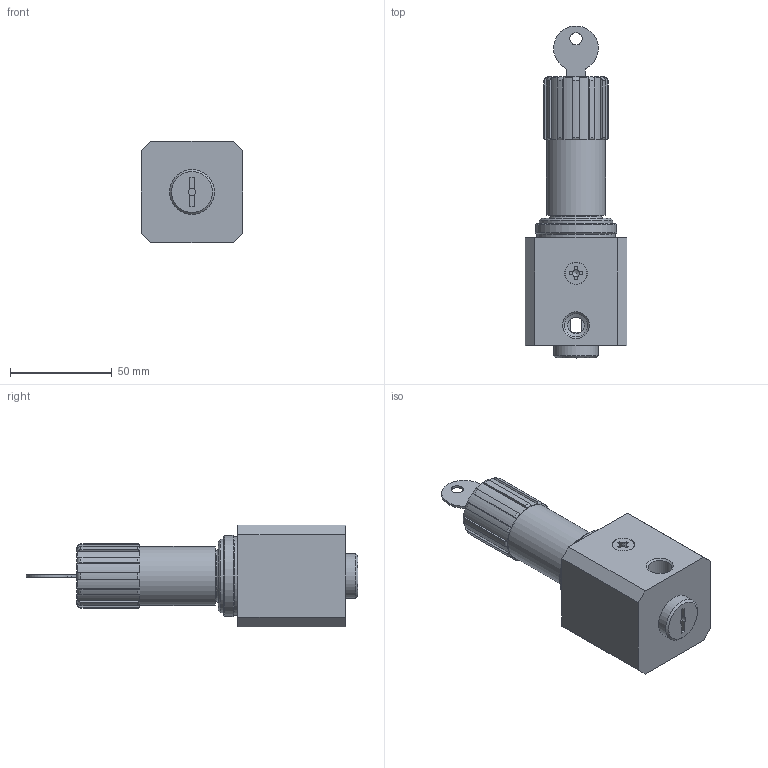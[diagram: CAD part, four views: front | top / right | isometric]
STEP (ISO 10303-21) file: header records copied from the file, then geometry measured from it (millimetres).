
FILE_DESCRIPTION(/* description */ ('STEP AP214'),/* implementation_level */ '2;1');
FILE_NAME(/* name */ '194690_LRPS-1_4-07',/* time_stamp */ '2024-09-04T23:48:38+02:00',/* author */ ('License CC BY-ND 4.0'),/* organization */ ('CADENAS'),/* preprocessor_version */ 'ST-DEVELOPER v19.3',/* originating_system */ 'PARTsolutions',/* authorisation */ ' ');
FILE_SCHEMA (('AP203_CONFIGURATION_CONTROLLED_3D_DESIGN_OF_MECHANICAL_PARTS_AND_ASSEMBLIES_MIM_LF { 1 0 10303 203 3 1 4 }','AUTOMOTIVE_DESIGN {1 0 10303 214 3 1 1}'));
Length unit declared in the file: millimetre
Products named in the file (6): 194690 LRPS-1/4-0,7; 194690 LRPS-1/4-0,7_g; 675562 LRP-1/4; 676226 LRP-1/4; 373845 LR-MINI; 398011 LRVS-D-MINI M36x1.5
Assembly tree (5 placements, depth 2):
  194690 LRPS-1/4-0,7
    194690 LRPS-1/4-0,7_g
    675562 LRP-1/4
    676226 LRP-1/4
    373845 LR-MINI
    398011 LRVS-D-MINI M36x1.5
Bounding box: 50 x 162.98 x 50 mm (x, y, z)
Volume: 185225.7 mm3; surface area: 32198.9 mm2
Topology: 5 solids, 5 shells, 204 faces, 464 edges, 290 vertices
Faces by surface type: plane 98, cylinder 66, cone 24, torus 16
Full cylindrical faces by diameter (mm): 1 x1, 1.2 x1, 2.8 x1, 2.9 x1, 3 x1, 3.5 x1, 3.6 x1, 3.9 x1, 4.3 x1, 4.5 x1, 4.8 x1, 6 x1, 6.3 x1, 6.9 x1, 7.6 x1, 8 x4, 8.2 x1, 8.566 x2, 9.728 x2, 10.8 x1, 11 x1, 11.445 x2, 12.5 x1, 14.917 x1, 16 x1, 20 x1, 22 x1, 24.85 x1, 29 x1, 34.376 x1
Entity records: 5564 total; most frequent: CARTESIAN_POINT 1096, DIRECTION 922, ORIENTED_EDGE 772, EDGE_CURVE 386, AXIS2_PLACEMENT_3D 381, FACE_BOUND 308, EDGE_LOOP 306, VERTEX_POINT 282
